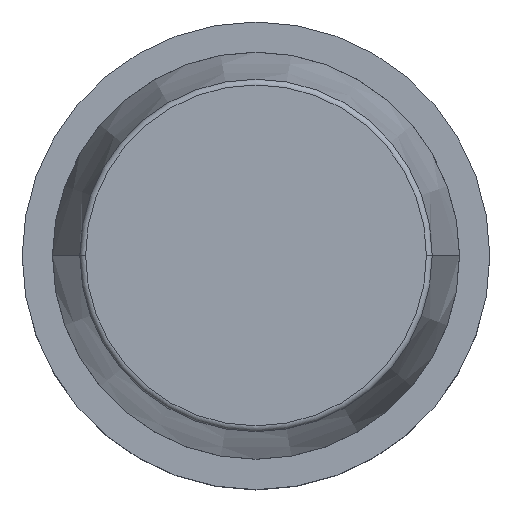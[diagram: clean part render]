
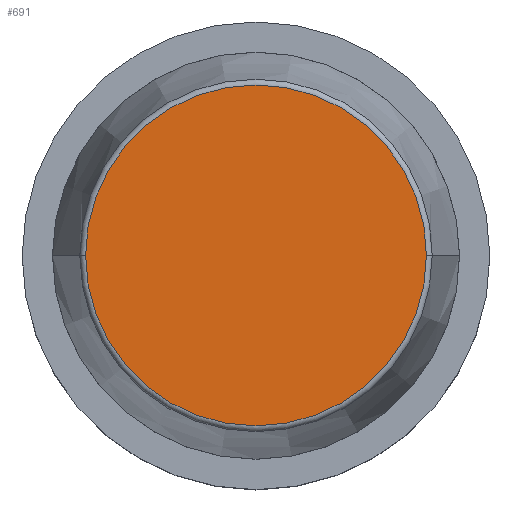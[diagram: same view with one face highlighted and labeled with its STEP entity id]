
A CAD part, top view. The second image highlights one B-rep face of the part: STEP entity #691.
In plain terms, the highlighted planar face has unit normal (0, 0, 1).
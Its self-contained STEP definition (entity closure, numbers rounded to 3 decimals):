
#230=CARTESIAN_POINT('',(0.,0.,29.));
#231=DIRECTION('',(0.,0.,1.));
#232=DIRECTION('',(-1.,0.,0.));
#233=AXIS2_PLACEMENT_3D('',#230,#231,#232);
#235=CARTESIAN_POINT('',(0.,0.,29.));
#236=DIRECTION('',(0.,0.,1.));
#237=DIRECTION('',(1.,0.,0.));
#238=AXIS2_PLACEMENT_3D('',#235,#236,#237);
#281=CARTESIAN_POINT('',(-2.915,0.,29.));
#282=CARTESIAN_POINT('',(2.915,0.,29.));
#283=VERTEX_POINT('',#281);
#284=VERTEX_POINT('',#282);
#681=CARTESIAN_POINT('',(0.,0.,29.));
#682=DIRECTION('',(0.,0.,1.));
#683=DIRECTION('',(1.,0.,0.));
#684=AXIS2_PLACEMENT_3D('',#681,#682,#683);
#685=PLANE('',#684);
#686=ORIENTED_EDGE('',*,*,#659,.F.);
#688=ORIENTED_EDGE('',*,*,#687,.F.);
#689=EDGE_LOOP('',(#686,#688));
#690=FACE_OUTER_BOUND('',#689,.F.);
#691=ADVANCED_FACE('',(#690),#685,.T.);
#234=CIRCLE('',#233,2.915);
#239=CIRCLE('',#238,2.915);
#659=EDGE_CURVE('',#283,#284,#234,.T.);
#687=EDGE_CURVE('',#284,#283,#239,.T.);
